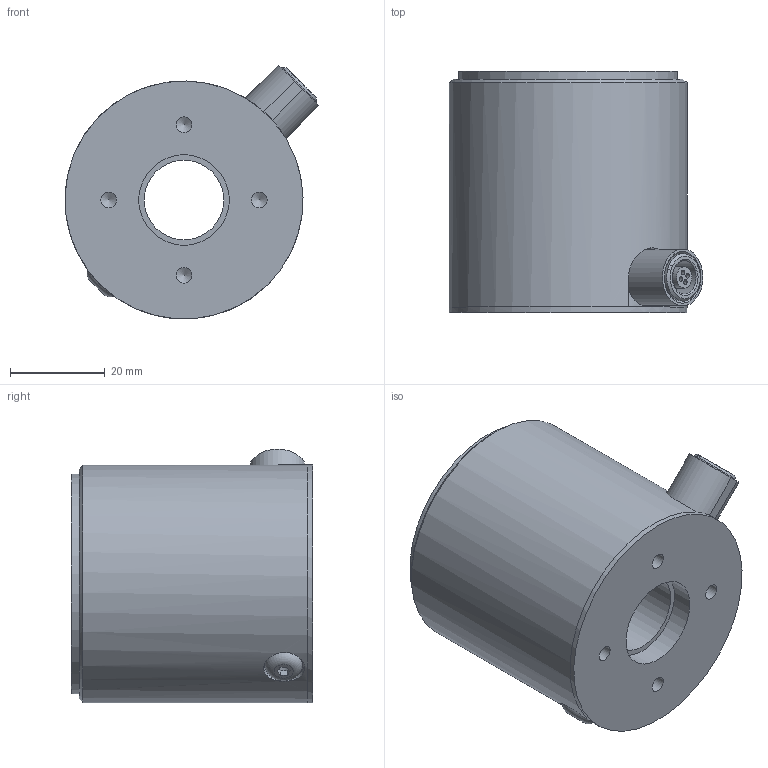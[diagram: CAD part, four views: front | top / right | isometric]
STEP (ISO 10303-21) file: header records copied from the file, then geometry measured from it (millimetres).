
FILE_DESCRIPTION(/* description */ (''),/* implementation_level */ '2;1');
FILE_NAME(/* name */ 'TFF400 in-lb.stp',/* time_stamp */ '2017-11-28T17:33:43-08:00',/* author */ ('J. Ruiz'),/* organization */ (''),/* preprocessor_version */ 'ST-DEVELOPER v16.13',/* originating_system */ 'Autodesk Inventor 2018',/* authorisation */ '');
FILE_SCHEMA (('AUTOMOTIVE_DESIGN { 1 0 10303 214 3 1 1 }'));
Length unit declared in the file: inch
Products named in the file (1): TFF400 in-lb
Bounding box: 53.48 x 50.8 x 53.48 mm (x, y, z)
Volume: 85949.9 mm3; surface area: 30634.4 mm2
Topology: 1 solids, 10 shells, 167 faces, 398 edges, 264 vertices
Faces by surface type: plane 77, cylinder 69, cone 18, torus 3
Full cylindrical faces by diameter (mm): 0.8 x8, 1 x4, 1.1 x8, 1.45 x4, 3.302 x9, 4.166 x1, 4.5 x1, 6.35 x1, 7.9 x1, 7.925 x1, 8.357 x1, 8.636 x1, 9.75 x1, 10 x1, 16.777 x1, 19.05 x2, 46.33 x1, 46.99 x1, 47.003 x1, 50.165 x2
Entity records: 4752 total; most frequent: CARTESIAN_POINT 968, DIRECTION 761, ORIENTED_EDGE 604, AXIS2_PLACEMENT_3D 323, EDGE_CURVE 302, EDGE_LOOP 268, VERTEX_POINT 232, FACE_OUTER_BOUND 167
